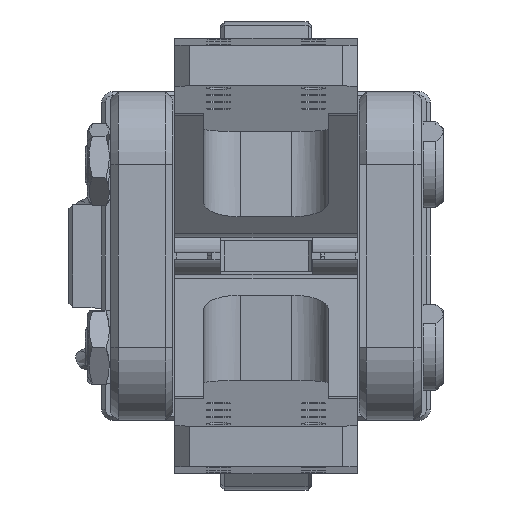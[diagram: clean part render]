
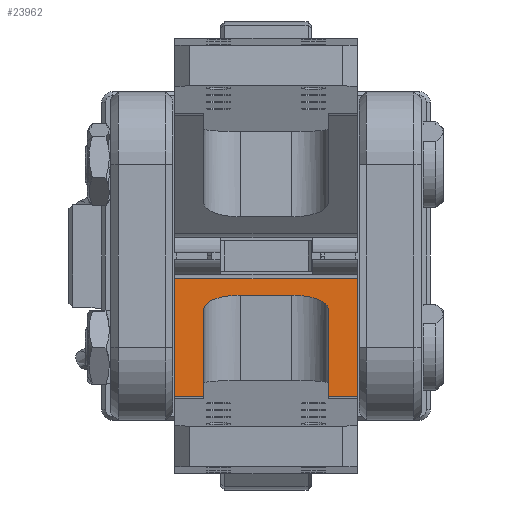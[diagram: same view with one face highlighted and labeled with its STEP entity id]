
A CAD part, left-side view. The second image highlights one B-rep face of the part: STEP entity #23962.
In plain terms, the highlighted planar face has unit normal (-0.351, 0, 0.936).
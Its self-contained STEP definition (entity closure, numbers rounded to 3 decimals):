
#777 = DIRECTION ( 'NONE',  ( 0., -1., 0. ) ) ;
#1503 = AXIS2_PLACEMENT_3D ( 'NONE', #13105, #30111, #10161 ) ;
#1610 = CARTESIAN_POINT ( 'NONE',  ( -439.356, -8.5, -7.204 ) ) ;
#2570 = VERTEX_POINT ( 'NONE', #1610 ) ;
#3416 = EDGE_CURVE ( 'NONE', #37180, #39977, #14075, .T. ) ;
#3519 =( BOUNDED_CURVE ( )  B_SPLINE_CURVE ( 3, ( #9007, #28963, #35645, #15759 ),
 .UNSPECIFIED., .F., .T. ) 
 B_SPLINE_CURVE_WITH_KNOTS ( ( 4, 4 ),
 ( 0., 1.571 ),
 .UNSPECIFIED. ) 
 CURVE ( )  GEOMETRIC_REPRESENTATION_ITEM ( )  RATIONAL_B_SPLINE_CURVE ( ( 1., 0.805, 0.805, 1. ) ) 
 REPRESENTATION_ITEM ( '' )  );
#4054 = VERTEX_POINT ( 'NONE', #15245 ) ;
#4055 = LINE ( 'NONE', #28330, #15182 ) ;
#4240 = ORIENTED_EDGE ( 'NONE', *, *, #33506, .T. ) ;
#4746 = LINE ( 'NONE', #33950, #39264 ) ;
#4945 = CARTESIAN_POINT ( 'NONE',  ( -439.356, 8.5, -7.204 ) ) ;
#5044 = VECTOR ( 'NONE', #30733, 1000. ) ;
#5647 = LINE ( 'NONE', #16241, #21409 ) ;
#6712 = CARTESIAN_POINT ( 'NONE',  ( -471.947, 12.5, -19.427 ) ) ;
#6742 = CARTESIAN_POINT ( 'NONE',  ( -434.461, 12.5, -5.368 ) ) ;
#6745 = PLANE ( 'NONE',  #1503 ) ;
#7980 = VERTEX_POINT ( 'NONE', #36503 ) ;
#8440 = CARTESIAN_POINT ( 'NONE',  ( -428.512, 12.5, -3.137 ) ) ;
#8775 = CARTESIAN_POINT ( 'NONE',  ( -434.461, -3.5, -5.368 ) ) ;
#9007 = CARTESIAN_POINT ( 'NONE',  ( -434.461, -3.5, -5.368 ) ) ;
#9662 = DIRECTION ( 'NONE',  ( 0.936, 0., 0.351 ) ) ;
#10126 = DIRECTION ( 'NONE',  ( 0.936, 0., 0.351 ) ) ;
#10161 = DIRECTION ( 'NONE',  ( -0.936, 0., -0.351 ) ) ;
#10582 = VECTOR ( 'NONE', #41673, 1000. ) ;
#11655 = DIRECTION ( 'NONE',  ( -0.936, 0., -0.351 ) ) ;
#11808 = CARTESIAN_POINT ( 'NONE',  ( -434.461, 3.5, -5.368 ) ) ;
#12783 = EDGE_CURVE ( 'NONE', #39977, #21972, #4746, .T. ) ;
#12800 = ORIENTED_EDGE ( 'NONE', *, *, #32354, .T. ) ;
#12851 = CARTESIAN_POINT ( 'NONE',  ( -471.527, -12.5, -19.27 ) ) ;
#13105 = CARTESIAN_POINT ( 'NONE',  ( -471.947, 12.5, -19.427 ) ) ;
#13587 = EDGE_CURVE ( 'NONE', #22929, #21972, #28245, .T. ) ;
#13619 = ORIENTED_EDGE ( 'NONE', *, *, #15191, .F. ) ;
#13961 = ORIENTED_EDGE ( 'NONE', *, *, #13587, .F. ) ;
#14075 = LINE ( 'NONE', #30760, #5044 ) ;
#15182 = VECTOR ( 'NONE', #11655, 1000. ) ;
#15191 = EDGE_CURVE ( 'NONE', #37180, #2570, #5647, .T. ) ;
#15245 = CARTESIAN_POINT ( 'NONE',  ( -471.527, 8.5, -19.27 ) ) ;
#15759 = CARTESIAN_POINT ( 'NONE',  ( -439.356, -8.5, -7.204 ) ) ;
#15900 = FACE_OUTER_BOUND ( 'NONE', #17431, .T. ) ;
#15960 = EDGE_CURVE ( 'NONE', #27423, #7980, #41442, .T. ) ;
#16023 = CARTESIAN_POINT ( 'NONE',  ( -428.512, -12.5, -3.137 ) ) ;
#16241 = CARTESIAN_POINT ( 'NONE',  ( -471.947, -8.5, -19.427 ) ) ;
#17431 = EDGE_LOOP ( 'NONE', ( #13619, #33972, #28850, #13961, #31052, #12800, #25352, #42805, #17764, #4240 ) ) ;
#17764 = ORIENTED_EDGE ( 'NONE', *, *, #22119, .F. ) ;
#18107 = EDGE_CURVE ( 'NONE', #29391, #22929, #26591, .T. ) ;
#21409 = VECTOR ( 'NONE', #9662, 1000. ) ;
#21742 = LINE ( 'NONE', #6742, #30599 ) ;
#21972 = VERTEX_POINT ( 'NONE', #16023 ) ;
#22119 = EDGE_CURVE ( 'NONE', #29993, #7980, #21742, .T. ) ;
#22734 = CARTESIAN_POINT ( 'NONE',  ( -439.356, 8.5, -7.204 ) ) ;
#22929 = VERTEX_POINT ( 'NONE', #8440 ) ;
#23625 = DIRECTION ( 'NONE',  ( 0.936, 0., 0.351 ) ) ;
#23962 = ADVANCED_FACE ( 'NONE', ( #15900 ), #6745, .F. ) ;
#24573 = CARTESIAN_POINT ( 'NONE',  ( -471.527, 12.5, -19.27 ) ) ;
#24993 = CARTESIAN_POINT ( 'NONE',  ( -436.489, 8.5, -6.129 ) ) ;
#25352 = ORIENTED_EDGE ( 'NONE', *, *, #33814, .F. ) ;
#26591 = LINE ( 'NONE', #6712, #43359 ) ;
#27163 = VECTOR ( 'NONE', #777, 1000. ) ;
#27365 = CARTESIAN_POINT ( 'NONE',  ( -471.527, -12.5, -19.27 ) ) ;
#27423 = VERTEX_POINT ( 'NONE', #22734 ) ;
#28245 = LINE ( 'NONE', #38265, #10582 ) ;
#28330 = CARTESIAN_POINT ( 'NONE',  ( -471.947, 8.5, -19.427 ) ) ;
#28850 = ORIENTED_EDGE ( 'NONE', *, *, #12783, .T. ) ;
#28963 = CARTESIAN_POINT ( 'NONE',  ( -434.461, -6.429, -5.368 ) ) ;
#29391 = VERTEX_POINT ( 'NONE', #24573 ) ;
#29993 = VERTEX_POINT ( 'NONE', #8775 ) ;
#30111 = DIRECTION ( 'NONE',  ( 0.351, 0., -0.936 ) ) ;
#30599 = VECTOR ( 'NONE', #36781, 1000. ) ;
#30733 = DIRECTION ( 'NONE',  ( 0., -1., 0. ) ) ;
#30760 = CARTESIAN_POINT ( 'NONE',  ( -471.527, -12.5, -19.27 ) ) ;
#31052 = ORIENTED_EDGE ( 'NONE', *, *, #18107, .F. ) ;
#31726 = CARTESIAN_POINT ( 'NONE',  ( -434.461, 6.429, -5.368 ) ) ;
#32354 = EDGE_CURVE ( 'NONE', #29391, #4054, #35015, .T. ) ;
#33506 = EDGE_CURVE ( 'NONE', #29993, #2570, #3519, .T. ) ;
#33814 = EDGE_CURVE ( 'NONE', #27423, #4054, #4055, .T. ) ;
#33950 = CARTESIAN_POINT ( 'NONE',  ( -471.947, -12.5, -19.427 ) ) ;
#33972 = ORIENTED_EDGE ( 'NONE', *, *, #3416, .T. ) ;
#35015 = LINE ( 'NONE', #27365, #27163 ) ;
#35504 = CARTESIAN_POINT ( 'NONE',  ( -471.527, -8.5, -19.27 ) ) ;
#35645 = CARTESIAN_POINT ( 'NONE',  ( -436.489, -8.5, -6.129 ) ) ;
#36503 = CARTESIAN_POINT ( 'NONE',  ( -434.461, 3.5, -5.368 ) ) ;
#36781 = DIRECTION ( 'NONE',  ( 0., 1., 0. ) ) ;
#37180 = VERTEX_POINT ( 'NONE', #35504 ) ;
#38265 = CARTESIAN_POINT ( 'NONE',  ( -428.512, 12.5, -3.137 ) ) ;
#39264 = VECTOR ( 'NONE', #23625, 1000. ) ;
#39977 = VERTEX_POINT ( 'NONE', #12851 ) ;
#41442 =( BOUNDED_CURVE ( )  B_SPLINE_CURVE ( 3, ( #4945, #24993, #31726, #11808 ),
 .UNSPECIFIED., .F., .F. ) 
 B_SPLINE_CURVE_WITH_KNOTS ( ( 4, 4 ),
 ( 4.712, 6.283 ),
 .UNSPECIFIED. ) 
 CURVE ( )  GEOMETRIC_REPRESENTATION_ITEM ( )  RATIONAL_B_SPLINE_CURVE ( ( 1., 0.805, 0.805, 1. ) ) 
 REPRESENTATION_ITEM ( '' )  );
#41673 = DIRECTION ( 'NONE',  ( 0., -1., 0. ) ) ;
#42805 = ORIENTED_EDGE ( 'NONE', *, *, #15960, .T. ) ;
#43359 = VECTOR ( 'NONE', #10126, 1000. ) ;
